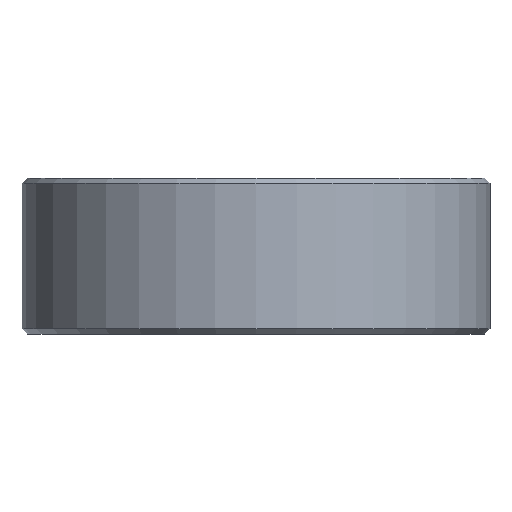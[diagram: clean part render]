
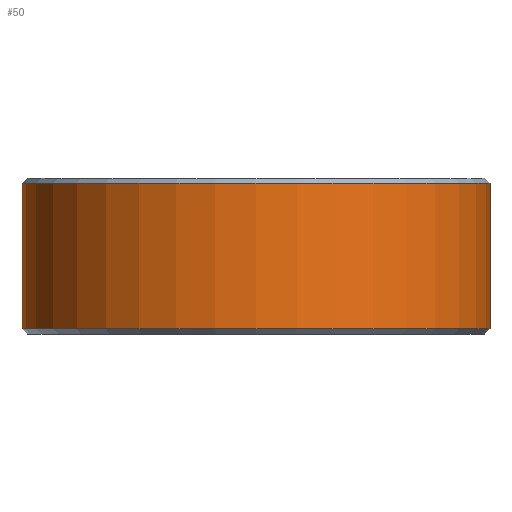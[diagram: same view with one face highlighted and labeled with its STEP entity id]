
A CAD part, front view. The second image highlights one B-rep face of the part: STEP entity #50.
In plain terms, the highlighted cylindrical face has radius 4.5 mm (diameter 9 mm), a partial arc.
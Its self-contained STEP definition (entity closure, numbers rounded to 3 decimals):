
#7 = CARTESIAN_POINT ( 'NONE',  ( -4.5, 0., 2.9 ) ) ;
#10 = VECTOR ( 'NONE', #28, 1000. ) ;
#28 = DIRECTION ( 'NONE',  ( 0., 0., -1. ) ) ;
#50 = ADVANCED_FACE ( 'NONE', ( #371 ), #734, .T. ) ;
#123 = ORIENTED_EDGE ( 'NONE', *, *, #312, .T. ) ;
#144 = VERTEX_POINT ( 'NONE', #519 ) ;
#158 = DIRECTION ( 'NONE',  ( -1., 0., 0. ) ) ;
#167 = CARTESIAN_POINT ( 'NONE',  ( 4.5, 0., 3. ) ) ;
#173 = EDGE_CURVE ( 'NONE', #144, #714, #242, .T. ) ;
#175 = CARTESIAN_POINT ( 'NONE',  ( 0., 0., 3. ) ) ;
#189 = DIRECTION ( 'NONE',  ( 1., 0., 0. ) ) ;
#204 = CARTESIAN_POINT ( 'NONE',  ( 4.5, 0., 0.1 ) ) ;
#211 = DIRECTION ( 'NONE',  ( 1., 0., 0. ) ) ;
#242 = CIRCLE ( 'NONE', #526, 4.5 ) ;
#282 = CARTESIAN_POINT ( 'NONE',  ( 0., 0., 2.9 ) ) ;
#292 = DIRECTION ( 'NONE',  ( 0., 0., -1. ) ) ;
#304 = DIRECTION ( 'NONE',  ( 0., 0., -1. ) ) ;
#308 = LINE ( 'NONE', #167, #10 ) ;
#312 = EDGE_CURVE ( 'NONE', #511, #401, #630, .T. ) ;
#319 = LINE ( 'NONE', #582, #350 ) ;
#325 = ORIENTED_EDGE ( 'NONE', *, *, #475, .F. ) ;
#336 = CARTESIAN_POINT ( 'NONE',  ( 0., 0., 0.1 ) ) ;
#350 = VECTOR ( 'NONE', #304, 1000. ) ;
#371 = FACE_OUTER_BOUND ( 'NONE', #579, .T. ) ;
#401 = VERTEX_POINT ( 'NONE', #7 ) ;
#475 = EDGE_CURVE ( 'NONE', #511, #714, #308, .T. ) ;
#511 = VERTEX_POINT ( 'NONE', #863 ) ;
#519 = CARTESIAN_POINT ( 'NONE',  ( -4.5, 0., 0.1 ) ) ;
#526 = AXIS2_PLACEMENT_3D ( 'NONE', #336, #749, #189 ) ;
#579 = EDGE_LOOP ( 'NONE', ( #325, #123, #893, #867 ) ) ;
#582 = CARTESIAN_POINT ( 'NONE',  ( -4.5, 0., 3. ) ) ;
#630 = CIRCLE ( 'NONE', #644, 4.5 ) ;
#644 = AXIS2_PLACEMENT_3D ( 'NONE', #282, #292, #211 ) ;
#714 = VERTEX_POINT ( 'NONE', #204 ) ;
#734 = CYLINDRICAL_SURFACE ( 'NONE', #743, 4.5 ) ;
#743 = AXIS2_PLACEMENT_3D ( 'NONE', #175, #878, #158 ) ;
#749 = DIRECTION ( 'NONE',  ( 0., 0., 1. ) ) ;
#831 = EDGE_CURVE ( 'NONE', #401, #144, #319, .T. ) ;
#863 = CARTESIAN_POINT ( 'NONE',  ( 4.5, 0., 2.9 ) ) ;
#867 = ORIENTED_EDGE ( 'NONE', *, *, #173, .T. ) ;
#878 = DIRECTION ( 'NONE',  ( 0., 0., -1. ) ) ;
#893 = ORIENTED_EDGE ( 'NONE', *, *, #831, .T. ) ;
